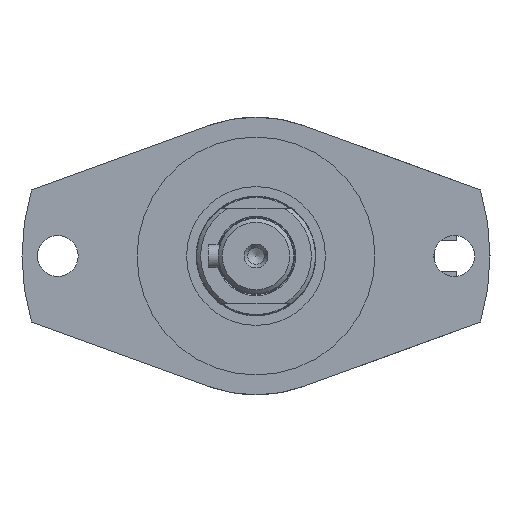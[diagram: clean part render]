
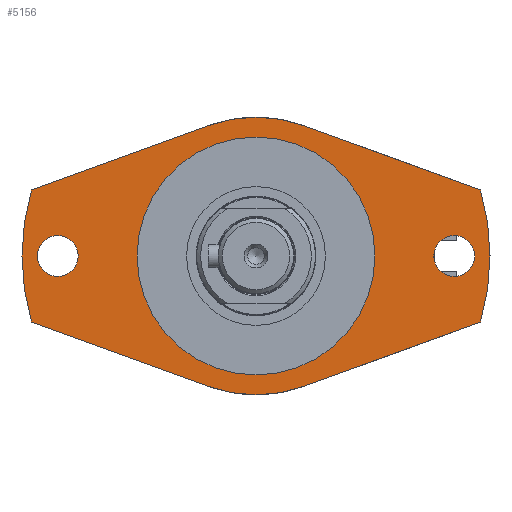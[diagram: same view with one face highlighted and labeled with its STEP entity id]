
A CAD part, left-side view. The second image highlights one B-rep face of the part: STEP entity #5156.
In plain terms, the highlighted planar face has unit normal (-1, 0, 0).
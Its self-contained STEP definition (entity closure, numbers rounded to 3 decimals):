
#166=FACE_BOUND('',#746,.T.);
#167=FACE_BOUND('',#747,.T.);
#168=FACE_BOUND('',#748,.T.);
#245=PLANE('',#5611);
#445=FACE_OUTER_BOUND('',#745,.T.);
#745=EDGE_LOOP('',(#3755,#3756,#3757,#3758,#3759,#3760,#3761,#3762));
#746=EDGE_LOOP('',(#3763));
#747=EDGE_LOOP('',(#3764));
#748=EDGE_LOOP('',(#3765,#3766));
#1065=LINE('',#8097,#1440);
#1068=LINE('',#8103,#1443);
#1072=LINE('',#8110,#1447);
#1075=LINE('',#8116,#1450);
#1440=VECTOR('',#6537,10.);
#1443=VECTOR('',#6542,10.);
#1447=VECTOR('',#6548,10.);
#1450=VECTOR('',#6553,10.);
#1837=CIRCLE('',#5593,35.);
#1839=CIRCLE('',#5595,35.);
#1843=CIRCLE('',#5600,5.15);
#1846=CIRCLE('',#5604,5.15);
#1848=CIRCLE('',#5612,59.);
#1849=CIRCLE('',#5613,59.);
#1850=CIRCLE('',#5614,30.);
#1851=CIRCLE('',#5615,30.);
#2188=VERTEX_POINT('',#8062);
#2189=VERTEX_POINT('',#8064);
#2192=VERTEX_POINT('',#8070);
#2193=VERTEX_POINT('',#8072);
#2197=VERTEX_POINT('',#8082);
#2200=VERTEX_POINT('',#8090);
#2201=VERTEX_POINT('',#8094);
#2204=VERTEX_POINT('',#8102);
#2206=VERTEX_POINT('',#8108);
#2208=VERTEX_POINT('',#8113);
#2209=VERTEX_POINT('',#8122);
#2210=VERTEX_POINT('',#8123);
#2763=EDGE_CURVE('',#2189,#2188,#1837,.T.);
#2767=EDGE_CURVE('',#2193,#2192,#1839,.T.);
#2773=EDGE_CURVE('',#2197,#2197,#1843,.T.);
#2777=EDGE_CURVE('',#2200,#2200,#1846,.T.);
#2779=EDGE_CURVE('',#2188,#2201,#1065,.T.);
#2782=EDGE_CURVE('',#2204,#2193,#1068,.T.);
#2786=EDGE_CURVE('',#2192,#2206,#1072,.T.);
#2789=EDGE_CURVE('',#2208,#2189,#1075,.T.);
#2791=EDGE_CURVE('',#2204,#2201,#1848,.T.);
#2792=EDGE_CURVE('',#2208,#2206,#1849,.T.);
#2793=EDGE_CURVE('',#2209,#2210,#1850,.T.);
#2794=EDGE_CURVE('',#2210,#2209,#1851,.T.);
#3755=ORIENTED_EDGE('',*,*,#2789,.T.);
#3756=ORIENTED_EDGE('',*,*,#2763,.T.);
#3757=ORIENTED_EDGE('',*,*,#2779,.T.);
#3758=ORIENTED_EDGE('',*,*,#2791,.F.);
#3759=ORIENTED_EDGE('',*,*,#2782,.T.);
#3760=ORIENTED_EDGE('',*,*,#2767,.T.);
#3761=ORIENTED_EDGE('',*,*,#2786,.T.);
#3762=ORIENTED_EDGE('',*,*,#2792,.F.);
#3763=ORIENTED_EDGE('',*,*,#2773,.T.);
#3764=ORIENTED_EDGE('',*,*,#2777,.T.);
#3765=ORIENTED_EDGE('',*,*,#2793,.T.);
#3766=ORIENTED_EDGE('',*,*,#2794,.T.);
#5156=ADVANCED_FACE('',(#445,#166,#167,#168),#245,.T.);
#5593=AXIS2_PLACEMENT_3D('',#8065,#6505,#6506);
#5595=AXIS2_PLACEMENT_3D('',#8073,#6511,#6512);
#5600=AXIS2_PLACEMENT_3D('',#8084,#6523,#6524);
#5604=AXIS2_PLACEMENT_3D('',#8092,#6532,#6533);
#5611=AXIS2_PLACEMENT_3D('',#8119,#6558,#6559);
#5612=AXIS2_PLACEMENT_3D('',#8120,#6560,#6561);
#5613=AXIS2_PLACEMENT_3D('',#8121,#6562,#6563);
#5614=AXIS2_PLACEMENT_3D('',#8124,#6564,#6565);
#5615=AXIS2_PLACEMENT_3D('',#8125,#6566,#6567);
#6505=DIRECTION('center_axis',(-1.,0.,0.));
#6506=DIRECTION('ref_axis',(0.,-0.342,0.94));
#6511=DIRECTION('center_axis',(-1.,0.,0.));
#6512=DIRECTION('ref_axis',(0.,0.342,-0.94));
#6523=DIRECTION('center_axis',(1.,0.,0.));
#6524=DIRECTION('ref_axis',(0.,0.,-1.));
#6532=DIRECTION('center_axis',(1.,0.,0.));
#6533=DIRECTION('ref_axis',(0.,0.,-1.));
#6537=DIRECTION('',(0.,-0.94,0.342));
#6542=DIRECTION('',(0.,0.94,0.342));
#6548=DIRECTION('',(0.,0.94,-0.342));
#6553=DIRECTION('',(0.,-0.94,-0.342));
#6558=DIRECTION('center_axis',(-1.,0.,0.));
#6559=DIRECTION('ref_axis',(0.,0.,
1.));
#6560=DIRECTION('center_axis',(1.,0.,0.));
#6561=DIRECTION('ref_axis',(0.,1.,0.));
#6562=DIRECTION('center_axis',(1.,0.,0.));
#6563=DIRECTION('ref_axis',(0.,1.,0.));
#6564=DIRECTION('center_axis',(1.,0.,0.));
#6565=DIRECTION('ref_axis',(0.,1.,0.));
#6566=DIRECTION('center_axis',(1.,0.,0.));
#6567=DIRECTION('ref_axis',(0.,1.,0.));
#8062=CARTESIAN_POINT('',(-133.,-11.971,-32.889));
#8064=CARTESIAN_POINT('',(-133.,11.971,-32.889));
#8065=CARTESIAN_POINT('Origin',(-133.,0.,0.));
#8070=CARTESIAN_POINT('',(-133.,11.971,32.889));
#8072=CARTESIAN_POINT('',(-133.,-11.971,32.889));
#8073=CARTESIAN_POINT('Origin',(-133.,0.,0.));
#8082=CARTESIAN_POINT('',(-133.,-50.,5.15));
#8084=CARTESIAN_POINT('Origin',(-133.,-50.,0.));
#8090=CARTESIAN_POINT('',(-133.,50.,5.15));
#8092=CARTESIAN_POINT('Origin',(-133.,50.,0.));
#8094=CARTESIAN_POINT('',(-133.,-56.604,-16.644));
#8097=CARTESIAN_POINT('',(-133.,7.677,-40.04));
#8102=CARTESIAN_POINT('',(-133.,-56.604,16.644));
#8103=CARTESIAN_POINT('',(-133.,-37.505,23.596));
#8108=CARTESIAN_POINT('',(-133.,56.604,16.644));
#8110=CARTESIAN_POINT('',(-133.,31.618,25.738));
#8113=CARTESIAN_POINT('',(-133.,56.604,-16.644));
#8116=CARTESIAN_POINT('',(-133.,76.799,-9.294));
#8119=CARTESIAN_POINT('Origin',(-133.,44.5,0.));
#8120=CARTESIAN_POINT('Origin',(-133.,0.,0.));
#8121=CARTESIAN_POINT('Origin',(-133.,0.,0.));
#8122=CARTESIAN_POINT('',(-133.,30.,0.));
#8123=CARTESIAN_POINT('',(-133.,-30.,0.));
#8124=CARTESIAN_POINT('Origin',(-133.,0.,0.));
#8125=CARTESIAN_POINT('Origin',(-133.,0.,0.));
